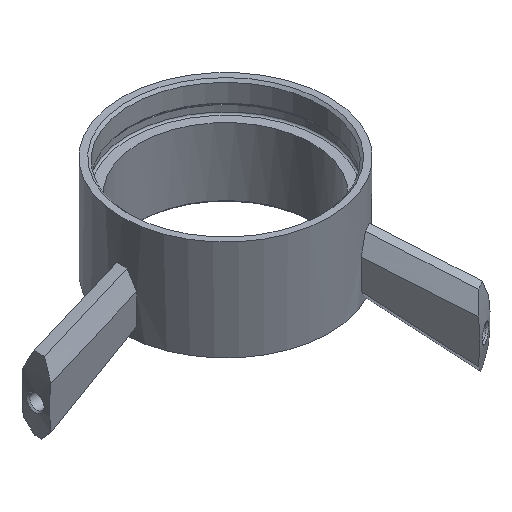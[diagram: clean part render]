
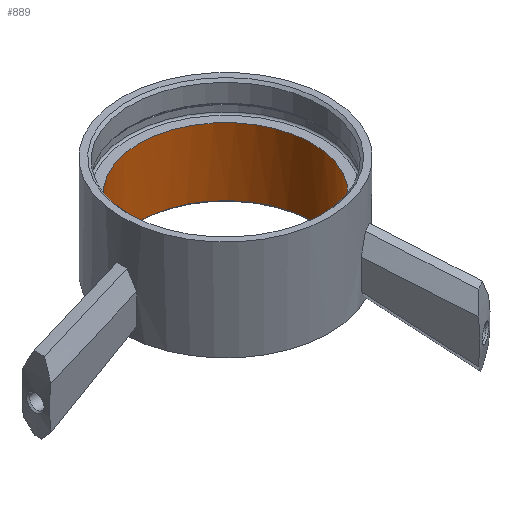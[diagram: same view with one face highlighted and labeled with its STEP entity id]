
A CAD part, isometric view. The second image highlights one B-rep face of the part: STEP entity #889.
In plain terms, the highlighted cylindrical face has radius 25 mm (diameter 50 mm), a full revolution.
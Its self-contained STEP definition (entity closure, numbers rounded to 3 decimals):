
#87=CIRCLE('',#977,25.);
#88=CIRCLE('',#978,25.);
#93=CIRCLE('',#988,25.);
#94=CIRCLE('',#989,25.);
#138=FACE_OUTER_BOUND('',#191,.T.);
#191=EDGE_LOOP('',(#684,#685,#686,#687,#688,#689));
#246=LINE('',#1831,#270);
#270=VECTOR('',#1145,25.);
#391=VERTEX_POINT('',#1683);
#392=VERTEX_POINT('',#1684);
#404=VERTEX_POINT('',#1827);
#405=VERTEX_POINT('',#1828);
#500=EDGE_CURVE('',#391,#392,#87,.T.);
#501=EDGE_CURVE('',#392,#391,#88,.T.);
#518=EDGE_CURVE('',#404,#405,#93,.T.);
#519=EDGE_CURVE('',#405,#404,#94,.T.);
#520=EDGE_CURVE('',#405,#392,#246,.T.);
#684=ORIENTED_EDGE('',*,*,#518,.F.);
#685=ORIENTED_EDGE('',*,*,#519,.F.);
#686=ORIENTED_EDGE('',*,*,#520,.T.);
#687=ORIENTED_EDGE('',*,*,#500,.F.);
#688=ORIENTED_EDGE('',*,*,#501,.F.);
#689=ORIENTED_EDGE('',*,*,#520,.F.);
#869=CYLINDRICAL_SURFACE('',#987,25.);
#889=ADVANCED_FACE('',(#138),#869,.F.);
#977=AXIS2_PLACEMENT_3D('',#1685,#1117,#1118);
#978=AXIS2_PLACEMENT_3D('',#1686,#1119,#1120);
#987=AXIS2_PLACEMENT_3D('',#1826,#1139,#1140);
#988=AXIS2_PLACEMENT_3D('',#1829,#1141,#1142);
#989=AXIS2_PLACEMENT_3D('',#1830,#1143,#1144);
#1117=DIRECTION('center_axis',(0.,0.,
1.));
#1118=DIRECTION('ref_axis',(0.878,-0.479,0.));
#1119=DIRECTION('center_axis',(0.,0.,
1.));
#1120=DIRECTION('ref_axis',(0.878,-0.479,0.));
#1139=DIRECTION('center_axis',(0.,0.,-1.));
#1140=DIRECTION('ref_axis',(1.,0.,0.));
#1141=DIRECTION('center_axis',(0.,0.,-1.));
#1142=DIRECTION('ref_axis',(0.878,-0.479,0.));
#1143=DIRECTION('center_axis',(0.,0.,-1.));
#1144=DIRECTION('ref_axis',(0.878,-0.479,0.));
#1145=DIRECTION('',(0.,0.,-1.));
#1683=CARTESIAN_POINT('',(-21.94,11.986,0.5));
#1684=CARTESIAN_POINT('',(-25.,0.,0.5));
#1685=CARTESIAN_POINT('Origin',(0.,0.,
0.5));
#1686=CARTESIAN_POINT('Origin',(0.,0.,
0.5));
#1826=CARTESIAN_POINT('Origin',(0.,0.,
28.9));
#1827=CARTESIAN_POINT('',(21.94,-11.986,20.));
#1828=CARTESIAN_POINT('',(-25.,0.,20.));
#1829=CARTESIAN_POINT('Origin',(0.,0.,20.));
#1830=CARTESIAN_POINT('Origin',(0.,0.,20.));
#1831=CARTESIAN_POINT('',(-25.,0.,28.9));
